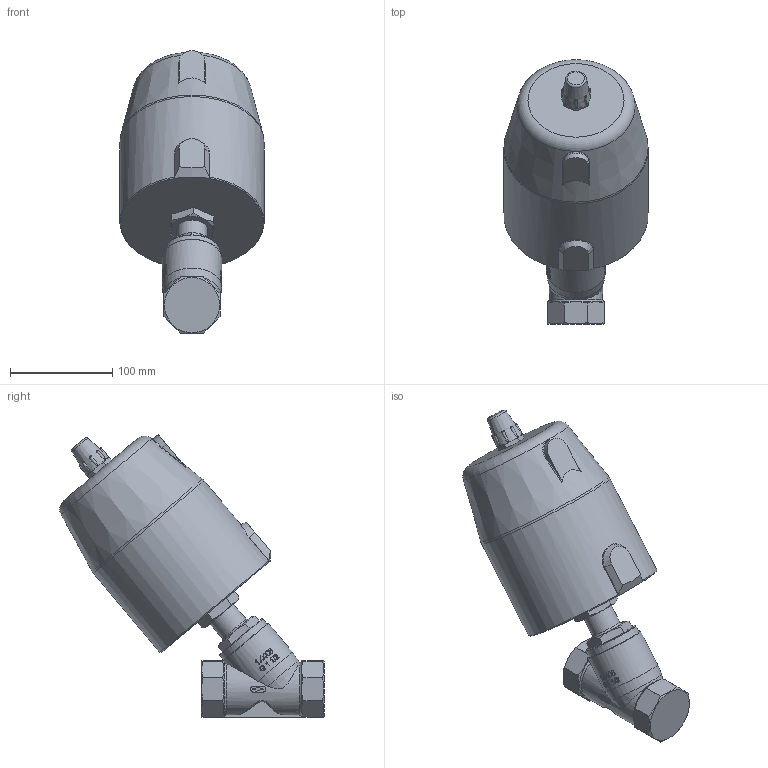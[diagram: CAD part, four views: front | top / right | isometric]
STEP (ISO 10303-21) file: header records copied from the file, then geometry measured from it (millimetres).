
FILE_DESCRIPTION(/* description */ ('3D-Modell'),/* implementation_level */ '2;1');
FILE_NAME(/* name */ '063.002495_A6327-0804-7113.stp',/* time_stamp */ '2018-04-23T13:34:12+02:00',/* author */ ('EFast'),/* organization */ (''),/* preprocessor_version */ 'ST-DEVELOPER v16.1',/* originating_system */ 'Autodesk Inventor 2016',/* authorisation */ '');
FILE_SCHEMA (('AUTOMOTIVE_DESIGN { 1 0 10303 214 3 1 1 }'));
Length unit declared in the file: millimetre
Products named in the file (1): 88-003138
Bounding box: 141 x 258.46 x 276.19 mm (x, y, z)
Volume: 2946226.7 mm3; surface area: 138645.1 mm2
Topology: 1 solids, 1 shells, 372 faces, 981 edges, 640 vertices
Faces by surface type: plane 170, bspline 80, cylinder 69, cone 38, torus 15
Full cylindrical faces by diameter (mm): 30 x1, 55 x1, 141 x1
Entity records: 34581 total; most frequent: CARTESIAN_POINT 26424, ORIENTED_EDGE 1910, DIRECTION 1348, EDGE_CURVE 955, VERTEX_POINT 630, AXIS2_PLACEMENT_3D 496, EDGE_LOOP 415, FACE_OUTER_BOUND 371
